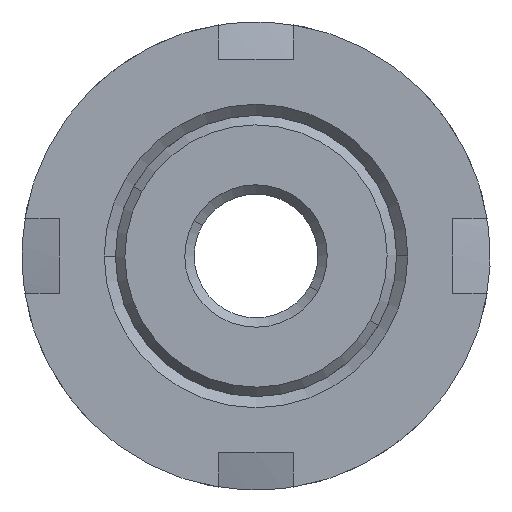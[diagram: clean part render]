
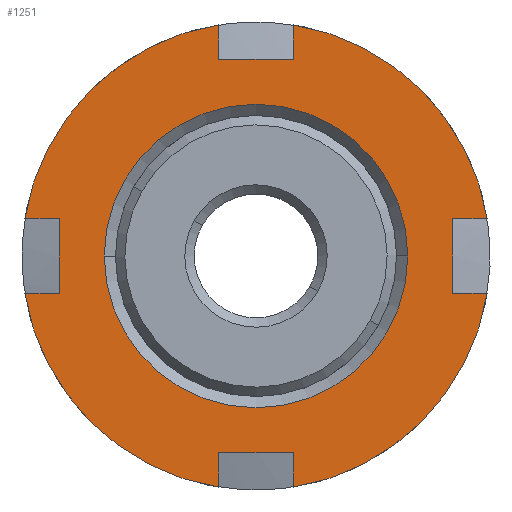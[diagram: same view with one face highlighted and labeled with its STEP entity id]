
A CAD part, front view. The second image highlights one B-rep face of the part: STEP entity #1251.
In plain terms, the highlighted planar face has unit normal (0, -1, 0).
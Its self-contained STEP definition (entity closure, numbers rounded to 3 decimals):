
#27 = CARTESIAN_POINT ( 'NONE',  ( -2., -7.269, -12.339 ) ) ;
#36 = DIRECTION ( 'NONE',  ( -1., 0., 0. ) ) ;
#37 = VERTEX_POINT ( 'NONE', #2225 ) ;
#48 = EDGE_CURVE ( 'NONE', #407, #1842, #1403, .T. ) ;
#55 = CARTESIAN_POINT ( 'NONE',  ( 0., -7.269, 0. ) ) ;
#75 = DIRECTION ( 'NONE',  ( 0., 1., 0. ) ) ;
#86 = LINE ( 'NONE', #1138, #2275 ) ;
#130 = AXIS2_PLACEMENT_3D ( 'NONE', #2264, #2254, #2034 ) ;
#144 = CARTESIAN_POINT ( 'NONE',  ( 8.1, -7.269, 0. ) ) ;
#162 = LINE ( 'NONE', #285, #773 ) ;
#163 = CARTESIAN_POINT ( 'NONE',  ( 2., -7.269, -10.5 ) ) ;
#171 = EDGE_CURVE ( 'NONE', #445, #1778, #333, .T. ) ;
#234 = VECTOR ( 'NONE', #2672, 1000. ) ;
#239 = VERTEX_POINT ( 'NONE', #1435 ) ;
#271 = VECTOR ( 'NONE', #1060, 1000. ) ;
#285 = CARTESIAN_POINT ( 'NONE',  ( 8.1, -7.269, 2. ) ) ;
#298 = AXIS2_PLACEMENT_3D ( 'NONE', #392, #2565, #1259 ) ;
#324 = CARTESIAN_POINT ( 'NONE',  ( 0., -7.269, 0. ) ) ;
#326 = EDGE_CURVE ( 'NONE', #1887, #1256, #658, .T. ) ;
#328 = CARTESIAN_POINT ( 'NONE',  ( 0., -7.269, -10.5 ) ) ;
#333 = LINE ( 'NONE', #2703, #1267 ) ;
#369 = DIRECTION ( 'NONE',  ( -1., 0., 0. ) ) ;
#392 = CARTESIAN_POINT ( 'NONE',  ( 0., -7.269, 0. ) ) ;
#393 = VERTEX_POINT ( 'NONE', #1053 ) ;
#407 = VERTEX_POINT ( 'NONE', #27 ) ;
#445 = VERTEX_POINT ( 'NONE', #1745 ) ;
#462 = VECTOR ( 'NONE', #2583, 1000. ) ;
#532 = FACE_OUTER_BOUND ( 'NONE', #2480, .T. ) ;
#534 = CARTESIAN_POINT ( 'NONE',  ( 10.5, -7.269, 2. ) ) ;
#536 = LINE ( 'NONE', #1441, #2178 ) ;
#542 = DIRECTION ( 'NONE',  ( 0., 1., 0. ) ) ;
#548 = CARTESIAN_POINT ( 'NONE',  ( -12.339, -7.269, -2. ) ) ;
#562 = DIRECTION ( 'NONE',  ( 1., 0., 0. ) ) ;
#567 = DIRECTION ( 'NONE',  ( 1., 0., 0. ) ) ;
#576 = ORIENTED_EDGE ( 'NONE', *, *, #1214, .F. ) ;
#637 = DIRECTION ( 'NONE',  ( 0., 0., -1. ) ) ;
#638 = ORIENTED_EDGE ( 'NONE', *, *, #48, .F. ) ;
#658 = CIRCLE ( 'NONE', #298, 12.5 ) ;
#682 = ORIENTED_EDGE ( 'NONE', *, *, #1468, .F. ) ;
#690 = EDGE_CURVE ( 'NONE', #1377, #239, #536, .T. ) ;
#702 = CARTESIAN_POINT ( 'NONE',  ( -10.5, -7.269, -2. ) ) ;
#732 = EDGE_CURVE ( 'NONE', #754, #393, #2104, .T. ) ;
#734 = CARTESIAN_POINT ( 'NONE',  ( 0., -7.269, 0. ) ) ;
#735 = ORIENTED_EDGE ( 'NONE', *, *, #2121, .F. ) ;
#743 = ORIENTED_EDGE ( 'NONE', *, *, #1856, .F. ) ;
#754 = VERTEX_POINT ( 'NONE', #144 ) ;
#773 = VECTOR ( 'NONE', #1607, 1000. ) ;
#815 = LINE ( 'NONE', #2688, #2295 ) ;
#846 = DIRECTION ( 'NONE',  ( 0., 1., 0. ) ) ;
#880 = ORIENTED_EDGE ( 'NONE', *, *, #2177, .F. ) ;
#904 = ORIENTED_EDGE ( 'NONE', *, *, #1427, .T. ) ;
#949 = LINE ( 'NONE', #1077, #271 ) ;
#972 = DIRECTION ( 'NONE',  ( -1., 0., 0. ) ) ;
#1016 = LINE ( 'NONE', #2274, #1252 ) ;
#1018 = CARTESIAN_POINT ( 'NONE',  ( -12.339, -7.269, 2. ) ) ;
#1053 = CARTESIAN_POINT ( 'NONE',  ( -8.1, -7.269, 0. ) ) ;
#1060 = DIRECTION ( 'NONE',  ( 0., 0., 1. ) ) ;
#1065 = FACE_BOUND ( 'NONE', #2630, .T. ) ;
#1077 = CARTESIAN_POINT ( 'NONE',  ( -10.5, -7.269, 0. ) ) ;
#1091 = EDGE_CURVE ( 'NONE', #445, #37, #86, .T. ) ;
#1130 = DIRECTION ( 'NONE',  ( 0., 0., 1. ) ) ;
#1138 = CARTESIAN_POINT ( 'NONE',  ( -2., -7.269, 0. ) ) ;
#1190 = ORIENTED_EDGE ( 'NONE', *, *, #2384, .T. ) ;
#1214 = EDGE_CURVE ( 'NONE', #1377, #2547, #2537, .T. ) ;
#1251 = ADVANCED_FACE ( 'NONE', ( #1065, #532 ), #1420, .F. ) ;
#1252 = VECTOR ( 'NONE', #567, 1000. ) ;
#1256 = VERTEX_POINT ( 'NONE', #1615 ) ;
#1259 = DIRECTION ( 'NONE',  ( -1., 0., 0. ) ) ;
#1267 = VECTOR ( 'NONE', #562, 1000. ) ;
#1279 = VERTEX_POINT ( 'NONE', #1018 ) ;
#1288 = CARTESIAN_POINT ( 'NONE',  ( -10.5, -7.269, 2. ) ) ;
#1327 = AXIS2_PLACEMENT_3D ( 'NONE', #324, #542, #972 ) ;
#1338 = CARTESIAN_POINT ( 'NONE',  ( 10.5, -7.269, 0. ) ) ;
#1348 = DIRECTION ( 'NONE',  ( 0., 0., -1. ) ) ;
#1377 = VERTEX_POINT ( 'NONE', #163 ) ;
#1379 = CARTESIAN_POINT ( 'NONE',  ( -2., -7.269, -10.5 ) ) ;
#1386 = ORIENTED_EDGE ( 'NONE', *, *, #690, .T. ) ;
#1403 = CIRCLE ( 'NONE', #2450, 12.5 ) ;
#1420 = PLANE ( 'NONE',  #130 ) ;
#1427 = EDGE_CURVE ( 'NONE', #2086, #1842, #2463, .T. ) ;
#1435 = CARTESIAN_POINT ( 'NONE',  ( 2., -7.269, -12.339 ) ) ;
#1441 = CARTESIAN_POINT ( 'NONE',  ( 2., -7.269, 0. ) ) ;
#1468 = EDGE_CURVE ( 'NONE', #2418, #2767, #1724, .T. ) ;
#1536 = CIRCLE ( 'NONE', #1327, 12.5 ) ;
#1547 = ORIENTED_EDGE ( 'NONE', *, *, #1651, .F. ) ;
#1570 = ORIENTED_EDGE ( 'NONE', *, *, #326, .F. ) ;
#1598 = ORIENTED_EDGE ( 'NONE', *, *, #1894, .F. ) ;
#1607 = DIRECTION ( 'NONE',  ( 1., 0., 0. ) ) ;
#1608 = VECTOR ( 'NONE', #2278, 1000. ) ;
#1615 = CARTESIAN_POINT ( 'NONE',  ( 12.339, -7.269, 2. ) ) ;
#1617 = EDGE_CURVE ( 'NONE', #1279, #37, #1536, .T. ) ;
#1649 = ORIENTED_EDGE ( 'NONE', *, *, #1617, .F. ) ;
#1651 = EDGE_CURVE ( 'NONE', #2224, #239, #2648, .T. ) ;
#1664 = VECTOR ( 'NONE', #1348, 1000. ) ;
#1675 = CARTESIAN_POINT ( 'NONE',  ( 10.5, -7.269, -2. ) ) ;
#1724 = LINE ( 'NONE', #1338, #1664 ) ;
#1745 = CARTESIAN_POINT ( 'NONE',  ( -2., -7.269, 10.5 ) ) ;
#1778 = VERTEX_POINT ( 'NONE', #1963 ) ;
#1797 = CARTESIAN_POINT ( 'NONE',  ( 2., -7.269, 12.339 ) ) ;
#1824 = ORIENTED_EDGE ( 'NONE', *, *, #2342, .T. ) ;
#1842 = VERTEX_POINT ( 'NONE', #548 ) ;
#1856 = EDGE_CURVE ( 'NONE', #1778, #1887, #815, .T. ) ;
#1887 = VERTEX_POINT ( 'NONE', #1797 ) ;
#1894 = EDGE_CURVE ( 'NONE', #2767, #2224, #1016, .T. ) ;
#1906 = CARTESIAN_POINT ( 'NONE',  ( 8.1, -7.269, -2. ) ) ;
#1963 = CARTESIAN_POINT ( 'NONE',  ( 2., -7.269, 10.5 ) ) ;
#1983 = ORIENTED_EDGE ( 'NONE', *, *, #732, .T. ) ;
#1984 = VECTOR ( 'NONE', #637, 1000. ) ;
#1992 = DIRECTION ( 'NONE',  ( 0., 1., 0. ) ) ;
#2009 = CARTESIAN_POINT ( 'NONE',  ( 0., -7.269, 0. ) ) ;
#2029 = DIRECTION ( 'NONE',  ( 0., 0., -1. ) ) ;
#2034 = DIRECTION ( 'NONE',  ( -1., 0., 0. ) ) ;
#2053 = LINE ( 'NONE', #2221, #234 ) ;
#2062 = EDGE_CURVE ( 'NONE', #2150, #1279, #2053, .T. ) ;
#2086 = VERTEX_POINT ( 'NONE', #702 ) ;
#2104 = CIRCLE ( 'NONE', #2433, 8.1 ) ;
#2121 = EDGE_CURVE ( 'NONE', #2547, #407, #2485, .T. ) ;
#2133 = CARTESIAN_POINT ( 'NONE',  ( 0., -7.269, 0. ) ) ;
#2150 = VERTEX_POINT ( 'NONE', #1288 ) ;
#2177 = EDGE_CURVE ( 'NONE', #2086, #2150, #949, .T. ) ;
#2178 = VECTOR ( 'NONE', #2029, 1000. ) ;
#2194 = AXIS2_PLACEMENT_3D ( 'NONE', #2133, #846, #2348 ) ;
#2221 = CARTESIAN_POINT ( 'NONE',  ( 8.1, -7.269, 2. ) ) ;
#2224 = VERTEX_POINT ( 'NONE', #2771 ) ;
#2225 = CARTESIAN_POINT ( 'NONE',  ( -2., -7.269, 12.339 ) ) ;
#2254 = DIRECTION ( 'NONE',  ( 0., 1., 0. ) ) ;
#2264 = CARTESIAN_POINT ( 'NONE',  ( 8.1, -7.269, 0. ) ) ;
#2274 = CARTESIAN_POINT ( 'NONE',  ( 8.1, -7.269, -2. ) ) ;
#2275 = VECTOR ( 'NONE', #1130, 1000. ) ;
#2278 = DIRECTION ( 'NONE',  ( -1., 0., 0. ) ) ;
#2295 = VECTOR ( 'NONE', #2653, 1000. ) ;
#2342 = EDGE_CURVE ( 'NONE', #2418, #1256, #162, .T. ) ;
#2348 = DIRECTION ( 'NONE',  ( -1., 0., 0. ) ) ;
#2384 = EDGE_CURVE ( 'NONE', #393, #754, #2558, .T. ) ;
#2400 = ORIENTED_EDGE ( 'NONE', *, *, #171, .F. ) ;
#2418 = VERTEX_POINT ( 'NONE', #534 ) ;
#2433 = AXIS2_PLACEMENT_3D ( 'NONE', #2009, #2670, #369 ) ;
#2444 = DIRECTION ( 'NONE',  ( -1., 0., 0. ) ) ;
#2450 = AXIS2_PLACEMENT_3D ( 'NONE', #55, #75, #36 ) ;
#2463 = LINE ( 'NONE', #1906, #462 ) ;
#2480 = EDGE_LOOP ( 'NONE', ( #2723, #880, #904, #638, #735, #576, #1386, #1547, #1598, #682, #1824, #1570, #743, #2400, #2676, #1649 ) ) ;
#2485 = LINE ( 'NONE', #2578, #1984 ) ;
#2537 = LINE ( 'NONE', #328, #1608 ) ;
#2547 = VERTEX_POINT ( 'NONE', #1379 ) ;
#2558 = CIRCLE ( 'NONE', #2704, 8.1 ) ;
#2565 = DIRECTION ( 'NONE',  ( 0., 1., 0. ) ) ;
#2578 = CARTESIAN_POINT ( 'NONE',  ( -2., -7.269, 0. ) ) ;
#2583 = DIRECTION ( 'NONE',  ( -1., 0., 0. ) ) ;
#2630 = EDGE_LOOP ( 'NONE', ( #1190, #1983 ) ) ;
#2648 = CIRCLE ( 'NONE', #2194, 12.5 ) ;
#2653 = DIRECTION ( 'NONE',  ( 0., 0., 1. ) ) ;
#2670 = DIRECTION ( 'NONE',  ( 0., 1., 0. ) ) ;
#2672 = DIRECTION ( 'NONE',  ( -1., 0., 0. ) ) ;
#2676 = ORIENTED_EDGE ( 'NONE', *, *, #1091, .T. ) ;
#2688 = CARTESIAN_POINT ( 'NONE',  ( 2., -7.269, 0. ) ) ;
#2703 = CARTESIAN_POINT ( 'NONE',  ( 0., -7.269, 10.5 ) ) ;
#2704 = AXIS2_PLACEMENT_3D ( 'NONE', #734, #1992, #2444 ) ;
#2723 = ORIENTED_EDGE ( 'NONE', *, *, #2062, .F. ) ;
#2767 = VERTEX_POINT ( 'NONE', #1675 ) ;
#2771 = CARTESIAN_POINT ( 'NONE',  ( 12.339, -7.269, -2. ) ) ;
